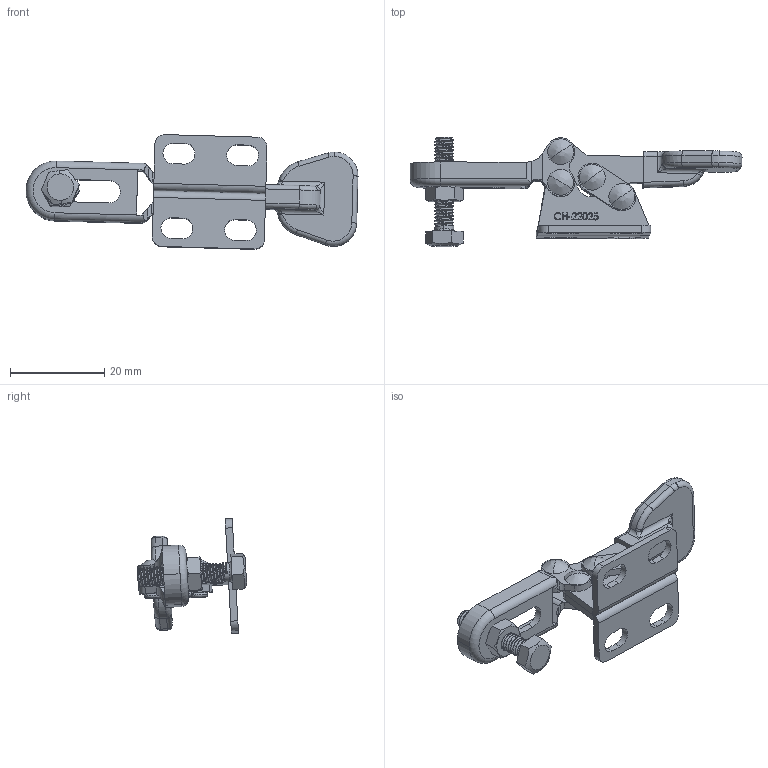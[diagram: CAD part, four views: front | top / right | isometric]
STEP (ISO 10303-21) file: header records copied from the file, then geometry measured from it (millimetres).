
FILE_DESCRIPTION (( 'STEP AP203' ), '1' );
FILE_NAME ('CH-22025.STEP', '2017-11-17T07:24:25', ( 'Windows' ), ( 'Microsoft' ), 'SwSTEP 2.0', 'SolidWorks 2015', '' );
FILE_SCHEMA (( 'CONFIG_CONTROL_DESIGN' ));
Length unit declared in the file: millimetre
Products named in the file (8): CH-22005-04 CONNECTING-PLATE; CH-22005-05; CH-SA-08034 Nut; CH-SA-08034 SPINDLE SUPPLIED; CH-22025 FLANGED BASE; CH-22005-02 HIGH BAR; CH-22025; CH-22005-03 HANDLE
Assembly tree (12 placements, depth 2):
  CH-22025
    CH-22005-03 HANDLE
    CH-22005-04 CONNECTING-PLATE  x2
    CH-22005-05  x4
    CH-SA-08034 Nut  x2
    CH-SA-08034 SPINDLE SUPPLIED
    CH-22025 FLANGED BASE
    CH-22005-02 HIGH BAR
Bounding box: 70.52 x 23.21 x 24.38 mm (x, y, z)
Volume: 4544.4 mm3; surface area: 6702.9 mm2
Topology: 13 solids, 14 shells, 731 faces, 1956 edges, 1263 vertices
Faces by surface type: plane 261, cylinder 200, bspline 198, torus 41, cone 31
Entity records: 31549 total; most frequent: CARTESIAN_POINT 15821, ORIENTED_EDGE 3502, DIRECTION 2389, EDGE_CURVE 1751, VERTEX_POINT 1149, VECTOR 929, LINE 929, AXIS2_PLACEMENT_3D 730
